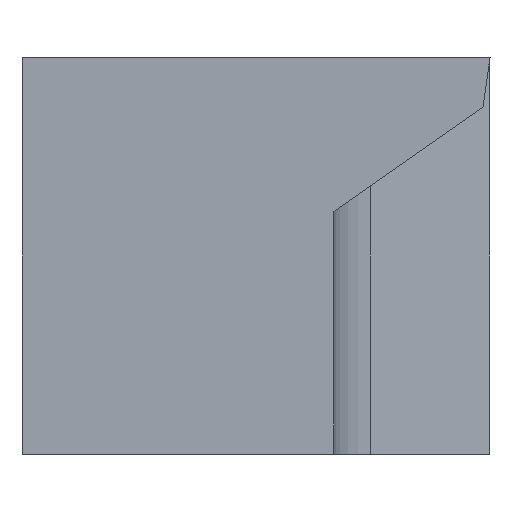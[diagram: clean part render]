
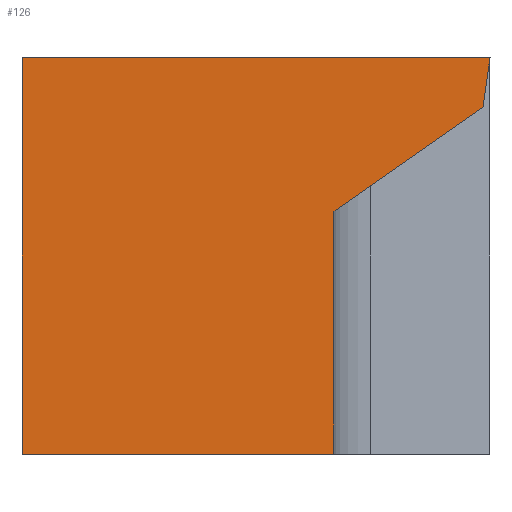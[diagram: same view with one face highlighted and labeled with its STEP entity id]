
A CAD part, left-side view. The second image highlights one B-rep face of the part: STEP entity #126.
In plain terms, the highlighted planar face has unit normal (-1, 0, 0).
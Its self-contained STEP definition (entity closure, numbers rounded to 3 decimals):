
#24 = CARTESIAN_POINT ( 'NONE',  ( 0., 15., 0. ) ) ;
#40 = CARTESIAN_POINT ( 'NONE',  ( 0., 5., -12.7 ) ) ;
#43 = LINE ( 'NONE', #270, #421 ) ;
#45 = CARTESIAN_POINT ( 'NONE',  ( 0., 5., -4.912 ) ) ;
#53 = AXIS2_PLACEMENT_3D ( 'NONE', #134, #391, #60 ) ;
#60 = DIRECTION ( 'NONE',  ( 0., -1., 0. ) ) ;
#74 = LINE ( 'NONE', #105, #206 ) ;
#81 = VECTOR ( 'NONE', #342, 1000. ) ;
#104 = VERTEX_POINT ( 'NONE', #257 ) ;
#105 = CARTESIAN_POINT ( 'NONE',  ( 0., 15., -12.7 ) ) ;
#107 = EDGE_CURVE ( 'NONE', #401, #477, #474, .T. ) ;
#126 = ADVANCED_FACE ( 'NONE', ( #408 ), #183, .F. ) ;
#127 = VECTOR ( 'NONE', #491, 1000. ) ;
#134 = CARTESIAN_POINT ( 'NONE',  ( 0., 7.5, -3. ) ) ;
#161 = CARTESIAN_POINT ( 'NONE',  ( 0., 0.22, -1.565 ) ) ;
#181 = ORIENTED_EDGE ( 'NONE', *, *, #397, .F. ) ;
#183 = PLANE ( 'NONE',  #53 ) ;
#190 = DIRECTION ( 'NONE',  ( 0., -0.139, 0.99 ) ) ;
#193 = VERTEX_POINT ( 'NONE', #24 ) ;
#206 = VECTOR ( 'NONE', #249, 1000. ) ;
#209 = LINE ( 'NONE', #306, #81 ) ;
#225 = CARTESIAN_POINT ( 'NONE',  ( 0., 0., 0. ) ) ;
#239 = EDGE_CURVE ( 'NONE', #426, #193, #43, .T. ) ;
#243 = EDGE_CURVE ( 'NONE', #477, #437, #317, .T. ) ;
#249 = DIRECTION ( 'NONE',  ( 0., 0., 1. ) ) ;
#257 = CARTESIAN_POINT ( 'NONE',  ( 0., 15., -12.7 ) ) ;
#264 = CARTESIAN_POINT ( 'NONE',  ( 0., 5., -12.7 ) ) ;
#267 = VECTOR ( 'NONE', #438, 1000. ) ;
#270 = CARTESIAN_POINT ( 'NONE',  ( 0., 8.446, 0. ) ) ;
#290 = ORIENTED_EDGE ( 'NONE', *, *, #355, .T. ) ;
#306 = CARTESIAN_POINT ( 'NONE',  ( 0., 25., -12.7 ) ) ;
#315 = EDGE_CURVE ( 'NONE', #104, #401, #209, .T. ) ;
#317 = LINE ( 'NONE', #161, #127 ) ;
#323 = ORIENTED_EDGE ( 'NONE', *, *, #243, .T. ) ;
#340 = ORIENTED_EDGE ( 'NONE', *, *, #239, .T. ) ;
#342 = DIRECTION ( 'NONE',  ( 0., -1., 0. ) ) ;
#343 = ORIENTED_EDGE ( 'NONE', *, *, #315, .T. ) ;
#344 = DIRECTION ( 'NONE',  ( 0., 1., 0. ) ) ;
#355 = EDGE_CURVE ( 'NONE', #437, #426, #468, .T. ) ;
#373 = VECTOR ( 'NONE', #190, 1000. ) ;
#387 = CARTESIAN_POINT ( 'NONE',  ( 0., 0.22, -1.565 ) ) ;
#391 = DIRECTION ( 'NONE',  ( 1., 0., 0. ) ) ;
#394 = CARTESIAN_POINT ( 'NONE',  ( 0., 0., 0. ) ) ;
#397 = EDGE_CURVE ( 'NONE', #104, #193, #74, .T. ) ;
#401 = VERTEX_POINT ( 'NONE', #264 ) ;
#408 = FACE_OUTER_BOUND ( 'NONE', #464, .T. ) ;
#421 = VECTOR ( 'NONE', #344, 1000. ) ;
#426 = VERTEX_POINT ( 'NONE', #394 ) ;
#437 = VERTEX_POINT ( 'NONE', #387 ) ;
#438 = DIRECTION ( 'NONE',  ( 0., 0., 1. ) ) ;
#447 = ORIENTED_EDGE ( 'NONE', *, *, #107, .T. ) ;
#464 = EDGE_LOOP ( 'NONE', ( #340, #181, #343, #447, #323, #290 ) ) ;
#468 = LINE ( 'NONE', #225, #373 ) ;
#474 = LINE ( 'NONE', #40, #267 ) ;
#477 = VERTEX_POINT ( 'NONE', #45 ) ;
#491 = DIRECTION ( 'NONE',  ( 0., -0.819, 0.574 ) ) ;
